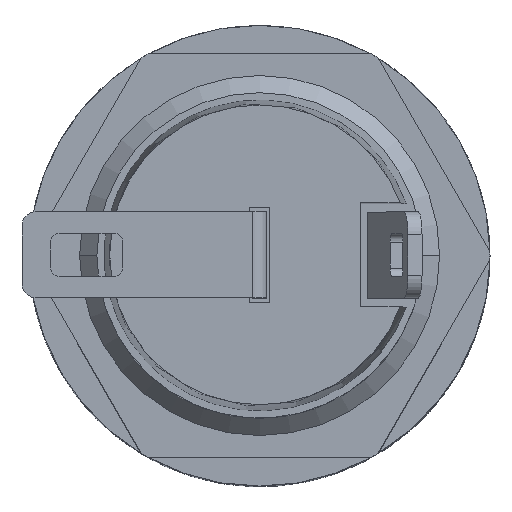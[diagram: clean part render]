
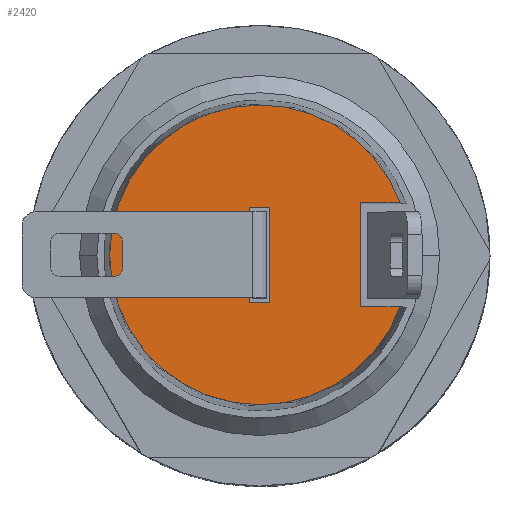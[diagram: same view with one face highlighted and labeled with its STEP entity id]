
A CAD part, top view. The second image highlights one B-rep face of the part: STEP entity #2420.
In plain terms, the highlighted face is planar.
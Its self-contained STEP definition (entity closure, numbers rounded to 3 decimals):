
#1020=CARTESIAN_POINT('',(6.125,-27.325,0.));
#1030=DIRECTION('',(0.,-1.,0.));
#1040=DIRECTION('',(-1.,0.,0.));
#1050=AXIS2_PLACEMENT_3D('',#1020,#1030,#1040);
#1060=CIRCLE('',#1050,5.205);
#1070=CARTESIAN_POINT('',(1.242,-27.325,-1.8));
#1080=VERTEX_POINT('',#1070);
#1090=CARTESIAN_POINT('',(1.242,-27.325,1.8));
#1100=VERTEX_POINT('',#1090);
#1110=EDGE_CURVE('',#1080,#1100,#1060,.T.);
#1780=CARTESIAN_POINT('',(3.523,-27.325,0.));
#1790=DIRECTION('',(-0.,-1.,-0.));
#1800=DIRECTION('',(-1.,0.,0.));
#1810=AXIS2_PLACEMENT_3D('',#1780,#1790,#1800);
#1820=PLANE('',#1810);
#1830=CARTESIAN_POINT('',(0.,-27.325,1.8));
#1840=DIRECTION('',(1.,0.,0.));
#1850=VECTOR('',#1840,1.);
#1860=LINE('',#1830,#1850);
#1870=CARTESIAN_POINT('',(2.625,-27.325,1.8));
#1880=VERTEX_POINT('',#1870);
#1890=EDGE_CURVE('',#1100,#1880,#1860,.T.);
#1900=ORIENTED_EDGE('',*,*,#1890,.T.);
#1910=ORIENTED_EDGE('',*,*,#1110,.T.);
#1920=CARTESIAN_POINT('',(0.,-27.325,-1.8));
#1930=DIRECTION('',(-1.,0.,0.));
#1940=VECTOR('',#1930,1.);
#1950=LINE('',#1920,#1940);
#1960=CARTESIAN_POINT('',(2.625,-27.325,-1.8));
#1970=VERTEX_POINT('',#1960);
#1980=EDGE_CURVE('',#1970,#1080,#1950,.T.);
#1990=ORIENTED_EDGE('',*,*,#1980,.T.);
#2000=CARTESIAN_POINT('',(2.625,-27.325,0.));
#2010=DIRECTION('',(0.,0.,-1.));
#2020=VECTOR('',#2010,1.);
#2030=LINE('',#2000,#2020);
#2040=EDGE_CURVE('',#1880,#1970,#2030,.T.);
#2050=ORIENTED_EDGE('',*,*,#2040,.T.);
#2060=EDGE_LOOP('',(#2050,#1990,#1910,#1900));
#2070=FACE_OUTER_BOUND('',#2060,.T.);
#2080=CARTESIAN_POINT('',(5.775,-27.325,0.));
#2090=DIRECTION('',(0.,0.,1.));
#2100=VECTOR('',#2090,1.);
#2110=LINE('',#2080,#2100);
#2120=CARTESIAN_POINT('',(5.775,-27.325,-1.65));
#2130=VERTEX_POINT('',#2120);
#2140=CARTESIAN_POINT('',(5.775,-27.325,1.65));
#2150=VERTEX_POINT('',#2140);
#2160=EDGE_CURVE('',#2130,#2150,#2110,.T.);
#2170=ORIENTED_EDGE('',*,*,#2160,.T.);
#2180=CARTESIAN_POINT('',(0.,-27.325,-1.65));
#2190=DIRECTION('',(-1.,0.,0.));
#2200=VECTOR('',#2190,1.);
#2210=LINE('',#2180,#2200);
#2220=CARTESIAN_POINT('',(6.475,-27.325,-1.65));
#2230=VERTEX_POINT('',#2220);
#2240=EDGE_CURVE('',#2230,#2130,#2210,.T.);
#2250=ORIENTED_EDGE('',*,*,#2240,.T.);
#2260=CARTESIAN_POINT('',(6.475,-27.325,0.));
#2270=DIRECTION('',(0.,0.,-1.));
#2280=VECTOR('',#2270,1.);
#2290=LINE('',#2260,#2280);
#2300=CARTESIAN_POINT('',(6.475,-27.325,1.65));
#2310=VERTEX_POINT('',#2300);
#2320=EDGE_CURVE('',#2310,#2230,#2290,.T.);
#2330=ORIENTED_EDGE('',*,*,#2320,.T.);
#2340=CARTESIAN_POINT('',(0.,-27.325,1.65));
#2350=DIRECTION('',(1.,0.,0.));
#2360=VECTOR('',#2350,1.);
#2370=LINE('',#2340,#2360);
#2380=EDGE_CURVE('',#2150,#2310,#2370,.T.);
#2390=ORIENTED_EDGE('',*,*,#2380,.T.);
#2400=EDGE_LOOP('',(#2390,#2330,#2250,#2170));
#2410=FACE_BOUND('',#2400,.T.);
#2420=ADVANCED_FACE('',(#2070,#2410),#1820,.T.);
